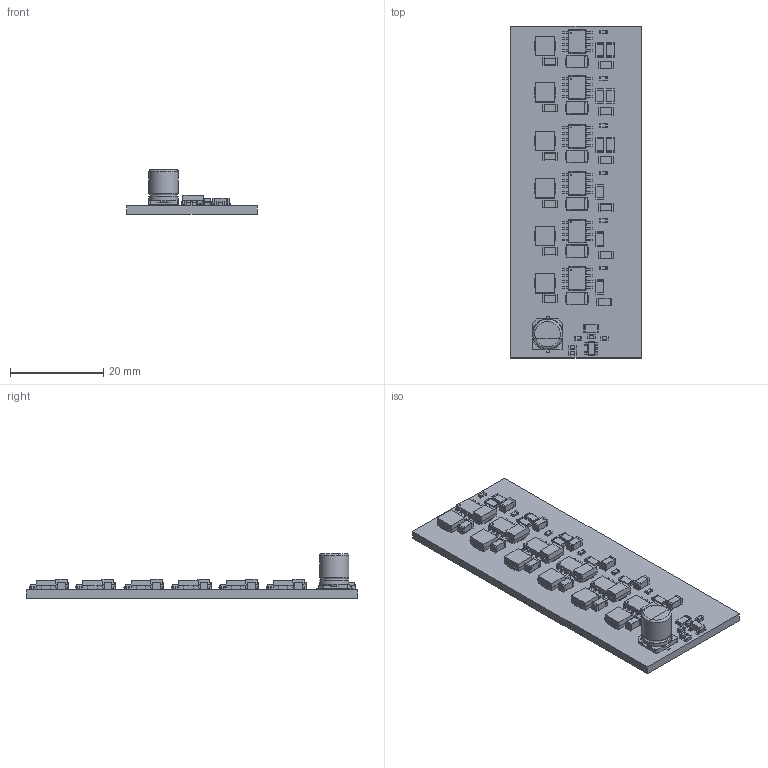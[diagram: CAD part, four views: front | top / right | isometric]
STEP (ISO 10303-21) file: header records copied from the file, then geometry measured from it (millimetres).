
FILE_DESCRIPTION(('FreeCAD Model'),'2;1');
FILE_NAME('Open CASCADE Shape Model','2025-02-07T17:42:58',(''),(''), 'Open CASCADE STEP processor 7.8','FreeCAD','Unknown');
FILE_SCHEMA(('AUTOMOTIVE_DESIGN { 1 0 10303 214 1 1 1 1 }'));
Products named in the file (1): Compound
Bounding box: 27.94 x 71.12 x 9.55 mm (x, y, z)
Volume: 4421.7 mm3; surface area: 6434.7 mm2
Topology: 66 solids, 66 shells, 2458 faces, 7342 edges, 6119 vertices
Faces by surface type: plane 1562, cylinder 608, bspline 283, torus 4, revolution 1
Full cylindrical faces by diameter (mm): 0.2 x6, 6.3 x2
Entity records: 85173 total; most frequent: CARTESIAN_POINT 17364, DIRECTION 12651, ORIENTED_EDGE 12572, EDGE_CURVE 6286, LINE 5658, VECTOR 5658, VERTEX_POINT 4007, AXIS2_PLACEMENT_3D 3496
